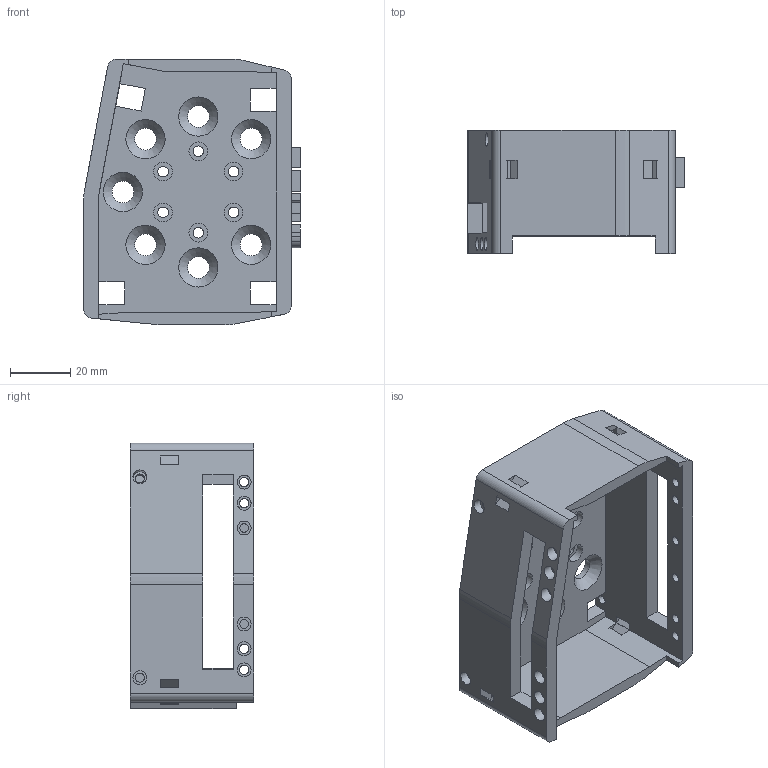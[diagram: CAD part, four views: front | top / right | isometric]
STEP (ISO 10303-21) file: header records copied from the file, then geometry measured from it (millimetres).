
FILE_DESCRIPTION(/* description */ (''),/* implementation_level */ '2;1');
FILE_NAME(/* name */ 'top_mount_tall_left.stp',/* time_stamp */ '2025-08-05T11:23:33-04:00',/* author */ ('Kenny'),/* organization */ (''),/* preprocessor_version */ 'ST-DEVELOPER v20',/* originating_system */ 'Autodesk Inventor 2025',/* authorisation */ '');
FILE_SCHEMA (('AUTOMOTIVE_DESIGN { 1 0 10303 214 3 1 1 }'));
Length unit declared in the file: millimetre
Products named in the file (1): top_xarm_left
Bounding box: 71.8 x 40.75 x 88 mm (x, y, z)
Volume: 57905.7 mm3; surface area: 33065.6 mm2
Topology: 1 solids, 1 shells, 212 faces, 572 edges, 379 vertices
Faces by surface type: plane 135, cylinder 60, bspline 10, cone 7
Full cylindrical faces by diameter (mm): 2.9 x2, 3 x14, 3.5 x6, 4.6 x16, 6.2 x6, 7.2 x7
Entity records: 6902 total; most frequent: CARTESIAN_POINT 1294, ORIENTED_EDGE 1144, DIRECTION 1085, EDGE_CURVE 572, LINE 425, VECTOR 425, VERTEX_POINT 379, AXIS2_PLACEMENT_3D 330
